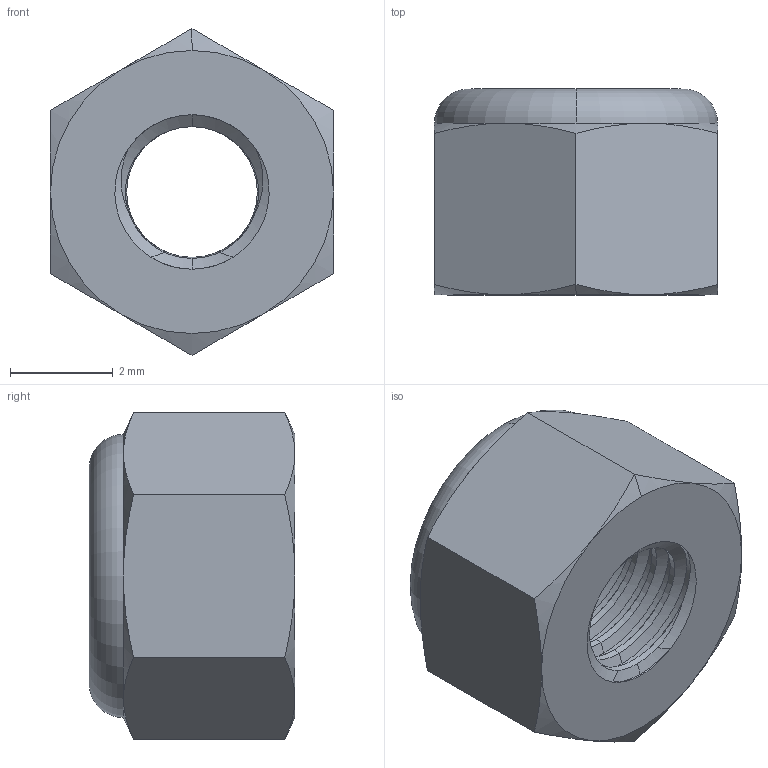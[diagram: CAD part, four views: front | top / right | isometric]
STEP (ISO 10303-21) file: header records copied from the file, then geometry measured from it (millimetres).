
FILE_DESCRIPTION (( 'STEP AP214' ), '1' );
FILE_NAME ('M3 locknut detailed.STEP', '2015-10-19T10:38:17', ( '' ), ( '' ), 'SwSTEP 2.0', 'SolidWorks 2015', '' );
FILE_SCHEMA (( 'AUTOMOTIVE_DESIGN' ));
Length unit declared in the file: millimetre
Products named in the file (1): M3 locknut detailed
Bounding box: 5.5 x 4 x 6.35 mm (x, y, z)
Volume: 74.3 mm3; surface area: 217.2 mm2
Topology: 2 solids, 2 shells, 98 faces, 210 edges, 118 vertices
Faces by surface type: cone 46, cylinder 34, plane 12, torus 6
Entity records: 3274 total; most frequent: CARTESIAN_POINT 1212, ORIENTED_EDGE 420, DIRECTION 417, EDGE_CURVE 210, AXIS2_PLACEMENT_3D 177, VERTEX_POINT 118, EDGE_LOOP 104, FACE_OUTER_BOUND 98
